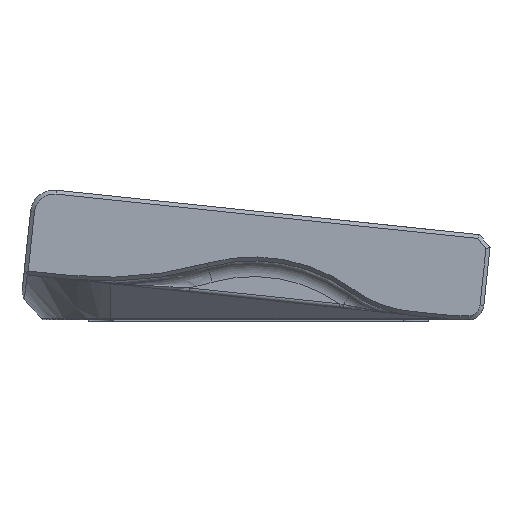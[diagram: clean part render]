
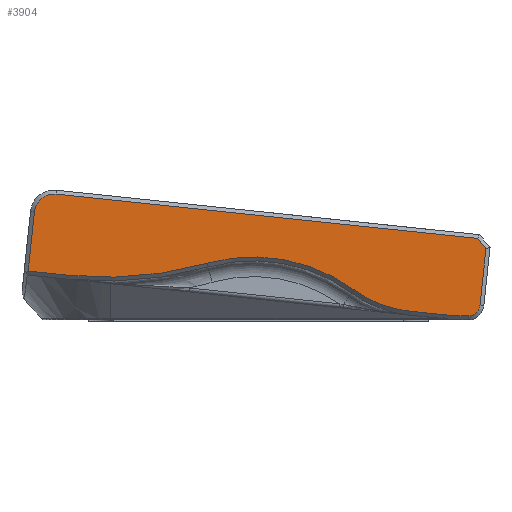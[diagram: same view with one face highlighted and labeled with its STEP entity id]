
A CAD part, left-side view. The second image highlights one B-rep face of the part: STEP entity #3904.
In plain terms, the highlighted planar face has unit normal (-1, 0, 0).
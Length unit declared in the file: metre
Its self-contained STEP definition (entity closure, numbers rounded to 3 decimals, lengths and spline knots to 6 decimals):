
#118=PLANE('',#4197);
#333=FACE_OUTER_BOUND('',#577,.T.);
#577=EDGE_LOOP('',(#2867,#2868,#2869,#2870,#2871,#2872,#2873,#2874,#2875,
#2876,#2877,#2878));
#843=LINE('',#6331,#1188);
#846=LINE('',#6336,#1191);
#848=LINE('',#6349,#1193);
#849=LINE('',#6355,#1194);
#850=LINE('',#6357,#1195);
#851=LINE('',#6359,#1196);
#1188=VECTOR('',#4769,0.01);
#1191=VECTOR('',#4774,0.01);
#1193=VECTOR('',#4790,0.01);
#1194=VECTOR('',#4795,0.01);
#1195=VECTOR('',#4796,0.01);
#1196=VECTOR('',#4797,0.01);
#1521=CIRCLE('',#4194,0.094);
#1523=CIRCLE('',#4198,0.0435);
#1524=CIRCLE('',#4199,0.029);
#1525=CIRCLE('',#4200,0.059);
#1526=CIRCLE('',#4201,0.003);
#1527=CIRCLE('',#4202,0.005);
#1769=VERTEX_POINT('',#6328);
#1770=VERTEX_POINT('',#6330);
#1771=VERTEX_POINT('',#6334);
#1772=VERTEX_POINT('',#6338);
#1773=VERTEX_POINT('',#6344);
#1774=VERTEX_POINT('',#6346);
#1775=VERTEX_POINT('',#6348);
#1776=VERTEX_POINT('',#6350);
#1777=VERTEX_POINT('',#6352);
#1778=VERTEX_POINT('',#6354);
#1779=VERTEX_POINT('',#6356);
#1780=VERTEX_POINT('',#6358);
#2181=EDGE_CURVE('',#1769,#1770,#843,.T.);
#2184=EDGE_CURVE('',#1771,#1769,#846,.T.);
#2186=EDGE_CURVE('',#1772,#1771,#1521,.T.);
#2188=EDGE_CURVE('',#1773,#1772,#1523,.T.);
#2189=EDGE_CURVE('',#1774,#1773,#1524,.T.);
#2190=EDGE_CURVE('',#1775,#1774,#848,.T.);
#2191=EDGE_CURVE('',#1776,#1775,#1525,.T.);
#2192=EDGE_CURVE('',#1777,#1776,#1526,.T.);
#2193=EDGE_CURVE('',#1778,#1777,#849,.T.);
#2194=EDGE_CURVE('',#1779,#1778,#850,.T.);
#2195=EDGE_CURVE('',#1780,#1779,#851,.T.);
#2196=EDGE_CURVE('',#1770,#1780,#1527,.T.);
#2867=ORIENTED_EDGE('',*,*,#2186,.F.);
#2868=ORIENTED_EDGE('',*,*,#2188,.F.);
#2869=ORIENTED_EDGE('',*,*,#2189,.F.);
#2870=ORIENTED_EDGE('',*,*,#2190,.F.);
#2871=ORIENTED_EDGE('',*,*,#2191,.F.);
#2872=ORIENTED_EDGE('',*,*,#2192,.F.);
#2873=ORIENTED_EDGE('',*,*,#2193,.F.);
#2874=ORIENTED_EDGE('',*,*,#2194,.F.);
#2875=ORIENTED_EDGE('',*,*,#2195,.F.);
#2876=ORIENTED_EDGE('',*,*,#2196,.F.);
#2877=ORIENTED_EDGE('',*,*,#2181,.F.);
#2878=ORIENTED_EDGE('',*,*,#2184,.F.);
#3904=ADVANCED_FACE('',(#333),#118,.T.);
#4194=AXIS2_PLACEMENT_3D('',#6340,#4778,#4779);
#4197=AXIS2_PLACEMENT_3D('',#6343,#4784,#4785);
#4198=AXIS2_PLACEMENT_3D('',#6345,#4786,#4787);
#4199=AXIS2_PLACEMENT_3D('',#6347,#4788,#4789);
#4200=AXIS2_PLACEMENT_3D('',#6351,#4791,#4792);
#4201=AXIS2_PLACEMENT_3D('',#6353,#4793,#4794);
#4202=AXIS2_PLACEMENT_3D('',#6360,#4798,#4799);
#4769=DIRECTION('',(0.,-0.105,0.995));
#4774=DIRECTION('',(0.,0.995,0.105));
#4778=DIRECTION('center_axis',(1.,0.,0.));
#4779=DIRECTION('ref_axis',(0.,-0.085,-0.996));
#4784=DIRECTION('center_axis',(-1.,0.,0.));
#4785=DIRECTION('ref_axis',(0.,-0.105,0.995));
#4786=DIRECTION('center_axis',(-1.,0.,0.));
#4787=DIRECTION('ref_axis',(0.,-0.105,0.995));
#4788=DIRECTION('center_axis',(1.,0.,0.));
#4789=DIRECTION('ref_axis',(0.,0.359,-0.933));
#4790=DIRECTION('',(0.,0.995,0.105));
#4791=DIRECTION('center_axis',(1.,0.,0.));
#4792=DIRECTION('ref_axis',(0.,0.052,-0.999));
#4793=DIRECTION('center_axis',(1.,0.,0.));
#4794=DIRECTION('ref_axis',(0.,-0.67,-0.742));
#4795=DIRECTION('',(0.,0.105,-0.995));
#4796=DIRECTION('',(0.,-0.629,-0.777));
#4797=DIRECTION('',(0.,-0.995,-0.105));
#4798=DIRECTION('center_axis',(1.,0.,0.));
#4799=DIRECTION('ref_axis',(0.,0.995,0.105));
#6328=CARTESIAN_POINT('',(-0.15585,0.061237,0.013242));
#6330=CARTESIAN_POINT('',(-0.15585,0.059648,0.028359));
#6331=CARTESIAN_POINT('',(-0.15585,0.061376,0.011913));
#6334=CARTESIAN_POINT('',(-0.15585,0.051155,0.012182));
#6336=CARTESIAN_POINT('',(-0.15585,-0.129764,-0.006833));
#6338=CARTESIAN_POINT('',(-0.15585,0.015806,0.015199));
#6340=CARTESIAN_POINT('Origin',(-0.15585,0.04133,0.105667));
#6343=CARTESIAN_POINT('Origin',(-0.15585,0.001396,-0.001945));
#6344=CARTESIAN_POINT('',(-0.15585,-0.021652,0.008469));
#6345=CARTESIAN_POINT('Origin',(-0.15585,0.003995,-0.026667));
#6346=CARTESIAN_POINT('',(-0.15585,-0.035718,0.003051));
#6347=CARTESIAN_POINT('Origin',(-0.15585,-0.038749,0.031893));
#6348=CARTESIAN_POINT('',(-0.15585,-0.044394,0.00214));
#6349=CARTESIAN_POINT('',(-0.15585,-0.129764,-0.006833));
#6350=CARTESIAN_POINT('',(-0.15585,-0.050703,0.001817));
#6351=CARTESIAN_POINT('Origin',(-0.15585,-0.050562,0.060816));
#6352=CARTESIAN_POINT('',(-0.15585,-0.05368,0.004503));
#6353=CARTESIAN_POINT('Origin',(-0.15585,-0.050696,0.004817));
#6354=CARTESIAN_POINT('',(-0.15585,-0.055192,0.018889));
#6355=CARTESIAN_POINT('',(-0.15585,-0.053495,0.002751));
#6356=CARTESIAN_POINT('',(-0.15585,-0.053043,0.021542));
#6357=CARTESIAN_POINT('',(-0.15585,-0.048543,0.027098));
#6358=CARTESIAN_POINT('',(-0.15585,0.054152,0.032809));
#6359=CARTESIAN_POINT('',(-0.15585,-0.027299,0.024248));
#6360=CARTESIAN_POINT('Origin',(-0.15585,0.054675,0.027836));
